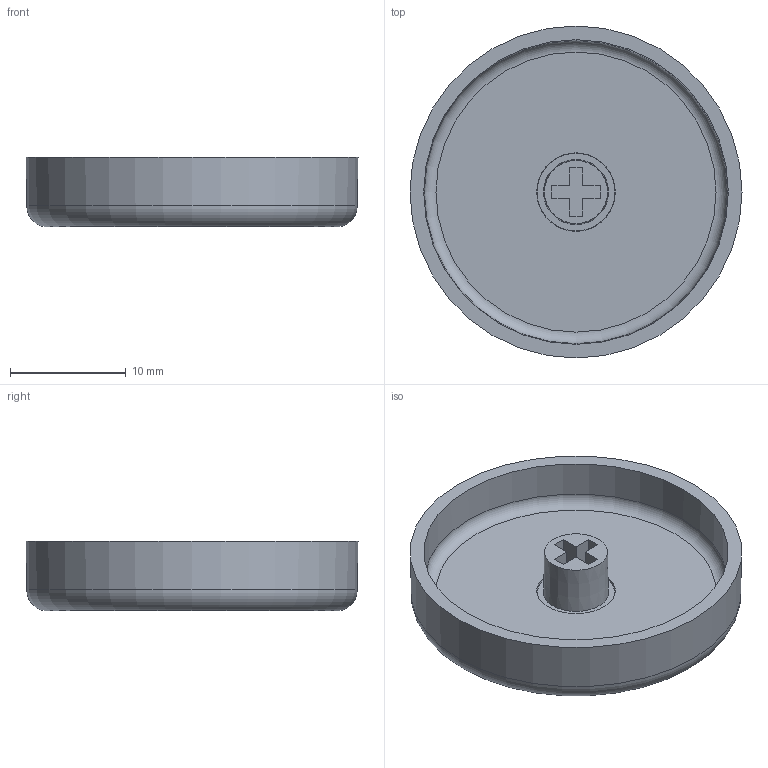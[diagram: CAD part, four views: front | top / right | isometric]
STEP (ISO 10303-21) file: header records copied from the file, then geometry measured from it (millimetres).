
FILE_DESCRIPTION(/* description */ (''),/* implementation_level */ '2;1');
FILE_NAME(/* name */ 'mx_cap_large_notab.step',/* time_stamp */ '2024-02-24T16:05:15-08:00',/* author */ (''),/* organization */ (''),/* preprocessor_version */ 'ST-DEVELOPER v20',/* originating_system */ 'Autodesk Translation Framework v12.20.1.177',/* authorisation */ '');
FILE_SCHEMA (('AUTOMOTIVE_DESIGN { 1 0 10303 214 3 1 1 }'));
Length unit declared in the file: millimetre
Products named in the file (1): (Unsaved)
Bounding box: 28.64 x 28.64 x 6.02 mm (x, y, z)
Volume: 1644.3 mm3; surface area: 2203.4 mm2
Topology: 1 solids, 1 shells, 25 faces, 54 edges, 35 vertices
Faces by surface type: plane 18, cone 4, torus 2, cylinder 1
Full cylindrical faces by diameter (mm): 25.531 x1
Entity records: 717 total; most frequent: DIRECTION 119, CARTESIAN_POINT 115, ORIENTED_EDGE 108, EDGE_CURVE 54, LINE 41, VECTOR 41, AXIS2_PLACEMENT_3D 39, VERTEX_POINT 35
